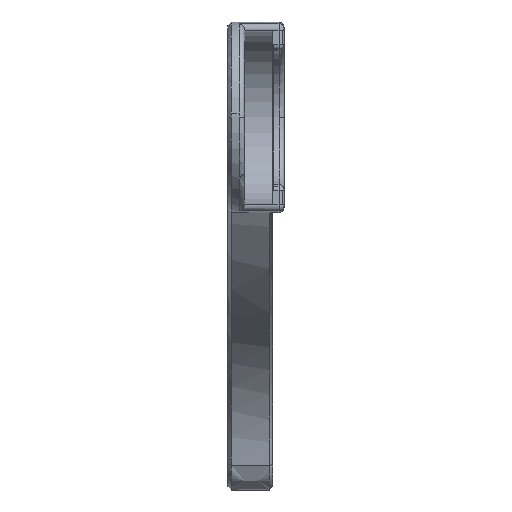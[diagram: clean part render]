
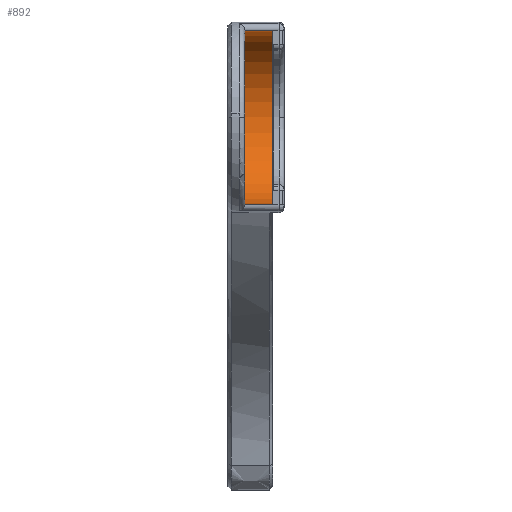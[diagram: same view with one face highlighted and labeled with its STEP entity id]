
A CAD part, top view. The second image highlights one B-rep face of the part: STEP entity #892.
In plain terms, the highlighted cylindrical face has radius 15.5 mm (diameter 31 mm), a partial arc.
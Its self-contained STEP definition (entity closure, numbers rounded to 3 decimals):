
#85 = CARTESIAN_POINT ( 'NONE',  ( 3., 65.5, 305. ) ) ;
#103 = LINE ( 'NONE', #3920, #3486 ) ;
#159 = CARTESIAN_POINT ( 'NONE',  ( 8., 34.5, 305. ) ) ;
#353 = CIRCLE ( 'NONE', #3725, 15.5 ) ;
#363 = VERTEX_POINT ( 'NONE', #721 ) ;
#560 = EDGE_CURVE ( 'NONE', #363, #3043, #353, .T. ) ;
#677 = VERTEX_POINT ( 'NONE', #159 ) ;
#721 = CARTESIAN_POINT ( 'NONE',  ( 3., 34.5, 305. ) ) ;
#864 = EDGE_LOOP ( 'NONE', ( #1589, #4336, #3363, #1072 ) ) ;
#892 = ADVANCED_FACE ( 'NONE', ( #1249 ), #3003, .F. ) ;
#950 = VECTOR ( 'NONE', #2452, 1000. ) ;
#1013 = DIRECTION ( 'NONE',  ( 0., 1., 0. ) ) ;
#1072 = ORIENTED_EDGE ( 'NONE', *, *, #2256, .F. ) ;
#1249 = FACE_OUTER_BOUND ( 'NONE', #864, .T. ) ;
#1273 = EDGE_CURVE ( 'NONE', #363, #677, #103, .T. ) ;
#1589 = ORIENTED_EDGE ( 'NONE', *, *, #560, .F. ) ;
#1626 = DIRECTION ( 'NONE',  ( -1., 0., 0. ) ) ;
#1674 = CARTESIAN_POINT ( 'NONE',  ( 8., 50., 305. ) ) ;
#2130 = AXIS2_PLACEMENT_3D ( 'NONE', #1674, #1626, #4466 ) ;
#2204 = CIRCLE ( 'NONE', #2130, 15.5 ) ;
#2207 = EDGE_CURVE ( 'NONE', #2544, #677, #2204, .T. ) ;
#2245 = AXIS2_PLACEMENT_3D ( 'NONE', #4407, #3714, #2439 ) ;
#2256 = EDGE_CURVE ( 'NONE', #3043, #2544, #2405, .T. ) ;
#2405 = LINE ( 'NONE', #3801, #950 ) ;
#2439 = DIRECTION ( 'NONE',  ( 0., 1., 0. ) ) ;
#2452 = DIRECTION ( 'NONE',  ( 1., 0., 0. ) ) ;
#2544 = VERTEX_POINT ( 'NONE', #2667 ) ;
#2667 = CARTESIAN_POINT ( 'NONE',  ( 8., 65.5, 305. ) ) ;
#3003 = CYLINDRICAL_SURFACE ( 'NONE', #2245, 15.5 ) ;
#3043 = VERTEX_POINT ( 'NONE', #85 ) ;
#3221 = DIRECTION ( 'NONE',  ( 1., 0., 0. ) ) ;
#3363 = ORIENTED_EDGE ( 'NONE', *, *, #2207, .F. ) ;
#3486 = VECTOR ( 'NONE', #3878, 1000. ) ;
#3714 = DIRECTION ( 'NONE',  ( 1., 0., 0. ) ) ;
#3725 = AXIS2_PLACEMENT_3D ( 'NONE', #3866, #3221, #1013 ) ;
#3801 = CARTESIAN_POINT ( 'NONE',  ( 3., 65.5, 305. ) ) ;
#3866 = CARTESIAN_POINT ( 'NONE',  ( 3., 50., 305. ) ) ;
#3878 = DIRECTION ( 'NONE',  ( 1., 0., 0. ) ) ;
#3920 = CARTESIAN_POINT ( 'NONE',  ( 3., 34.5, 305. ) ) ;
#4336 = ORIENTED_EDGE ( 'NONE', *, *, #1273, .T. ) ;
#4407 = CARTESIAN_POINT ( 'NONE',  ( 3., 50., 305. ) ) ;
#4466 = DIRECTION ( 'NONE',  ( 0., 1., 0. ) ) ;
